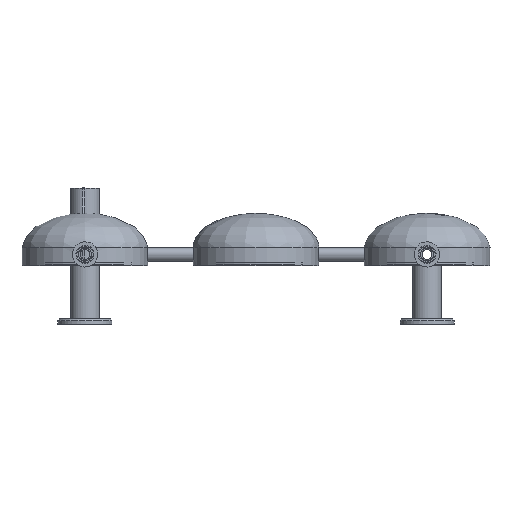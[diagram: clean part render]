
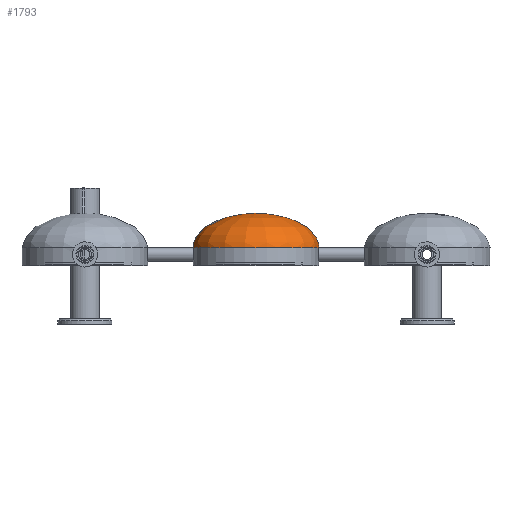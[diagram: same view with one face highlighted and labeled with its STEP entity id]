
A CAD part, left-side view. The second image highlights one B-rep face of the part: STEP entity #1793.
In plain terms, the highlighted face is a revolution surface.
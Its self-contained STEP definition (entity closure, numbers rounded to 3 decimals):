
#1793 = ADVANCED_FACE( '', ( #3647, #3648 ), #3649, .F. );
#3647 = FACE_OUTER_BOUND( '', #5626, .T. );
#3648 = FACE_BOUND( '', #5627, .T. );
#3649 = SURFACE_OF_REVOLUTION( '', #5628, #5629 );
#5626 = EDGE_LOOP( '', ( #8820, #8821, #8822 ) );
#5627 = VERTEX_LOOP( '', #8823 );
#5628 = ( BOUNDED_CURVE(  )B_SPLINE_CURVE( 3, ( #8826, #8827, #8828, #8829 ), .UNSPECIFIED., .F., .F. )B_SPLINE_CURVE_WITH_KNOTS( ( 4, 4 ), ( 0., 1. ), .UNSPECIFIED. )CURVE(  )GEOMETRIC_REPRESENTATION_ITEM(  )RATIONAL_B_SPLINE_CURVE( ( 1., 0.805, 0.805, 1. ) )REPRESENTATION_ITEM( '' ) );
#5629 = AXIS1_PLACEMENT( '', #8835, #8836 );
#8820 = ORIENTED_EDGE( '', *, *, #9417, .F. );
#8821 = ORIENTED_EDGE( '', *, *, #9415, .F. );
#8822 = ORIENTED_EDGE( '', *, *, #9414, .F. );
#8823 = VERTEX_POINT( '', #9863 );
#8826 = CARTESIAN_POINT( '', ( 0., 0., 38. ) );
#8827 = CARTESIAN_POINT( '', ( -40.917, 0., 38. ) );
#8828 = CARTESIAN_POINT( '', ( -69.85, 0., 22.26 ) );
#8829 = CARTESIAN_POINT( '', ( -69.85, 0., 0. ) );
#8835 = CARTESIAN_POINT( '', ( 0., 0., 54. ) );
#8836 = DIRECTION( '', ( 0., 0., 1. ) );
#9414 = EDGE_CURVE( '', #10140, #9980, #10627, .T. );
#9415 = EDGE_CURVE( '', #9980, #10628, #10629, .T. );
#9417 = EDGE_CURVE( '', #10628, #10140, #10631, .T. );
#9863 = CARTESIAN_POINT( '', ( 0., 0., 38. ) );
#9980 = VERTEX_POINT( '', #12390 );
#10140 = VERTEX_POINT( '', #13642 );
#10627 = CIRCLE( '', #17544, 69.85 );
#10628 = VERTEX_POINT( '', #17545 );
#10629 = CIRCLE( '', #17546, 69.85 );
#10631 = CIRCLE( '', #17632, 69.85 );
#12390 = CARTESIAN_POINT( '', ( 0., -69.85, 0. ) );
#13642 = CARTESIAN_POINT( '', ( 69.85, 0., 0. ) );
#17544 = AXIS2_PLACEMENT_3D( '', #23135, #23136, #23137 );
#17545 = CARTESIAN_POINT( '', ( -69.85, 0., 0. ) );
#17546 = AXIS2_PLACEMENT_3D( '', #23138, #23139, #23140 );
#17632 = AXIS2_PLACEMENT_3D( '', #23141, #23142, #23143 );
#23135 = CARTESIAN_POINT( '', ( 0., 0., 0. ) );
#23136 = DIRECTION( '', ( 0., 0., -1. ) );
#23137 = DIRECTION( '', ( -1., 0., 0. ) );
#23138 = CARTESIAN_POINT( '', ( 0., 0., 0. ) );
#23139 = DIRECTION( '', ( 0., 0., -1. ) );
#23140 = DIRECTION( '', ( -1., 0., 0. ) );
#23141 = CARTESIAN_POINT( '', ( 0., 0., 0. ) );
#23142 = DIRECTION( '', ( 0., 0., -1. ) );
#23143 = DIRECTION( '', ( -1., 0., 0. ) );
